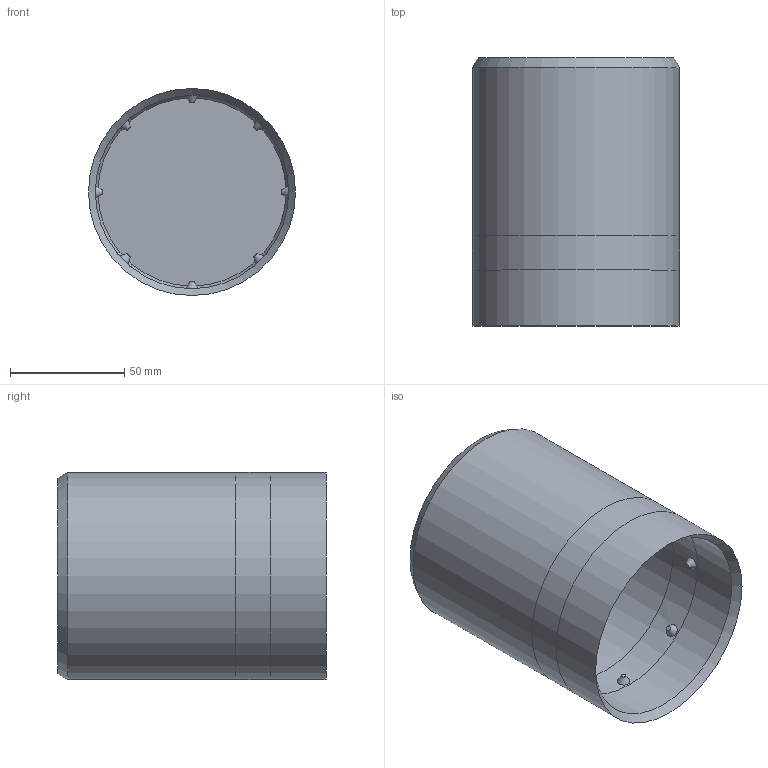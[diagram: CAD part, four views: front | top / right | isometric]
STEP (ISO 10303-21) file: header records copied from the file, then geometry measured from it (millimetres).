
FILE_DESCRIPTION(/* description */ (''),/* implementation_level */ '2;1');
FILE_NAME(/* name */ 'Cap.step',/* time_stamp */ '2022-08-22T16:22:32+02:00',/* author */ (''),/* organization */ (''),/* preprocessor_version */ 'ST-DEVELOPER v19',/* originating_system */ 'Autodesk Translation Framework v11.7.0.108',/* authorisation */ '');
FILE_SCHEMA (('AUTOMOTIVE_DESIGN { 1 0 10303 214 3 1 1 }'));
Length unit declared in the file: millimetre
Products named in the file (3): Cap (1); Cap (1) (1); Cap
Assembly tree (2 placements, depth 2):
  Cap (1)
    Cap (1) (1)
    Cap
Bounding box: 90.75 x 117.5 x 90.75 mm (x, y, z)
Volume: 111905.6 mm3; surface area: 79162.3 mm2
Topology: 3 solids, 3 shells, 31 faces, 56 edges, 38 vertices
Faces by surface type: plane 14, cone 11, cylinder 6
Full cylindrical faces by diameter (mm): 84.75 x3, 90.75 x3
Entity records: 1110 total; most frequent: CARTESIAN_POINT 410, DIRECTION 134, ORIENTED_EDGE 112, AXIS2_PLACEMENT_3D 58, EDGE_CURVE 56, EDGE_LOOP 42, VERTEX_POINT 38, FACE_OUTER_BOUND 31
